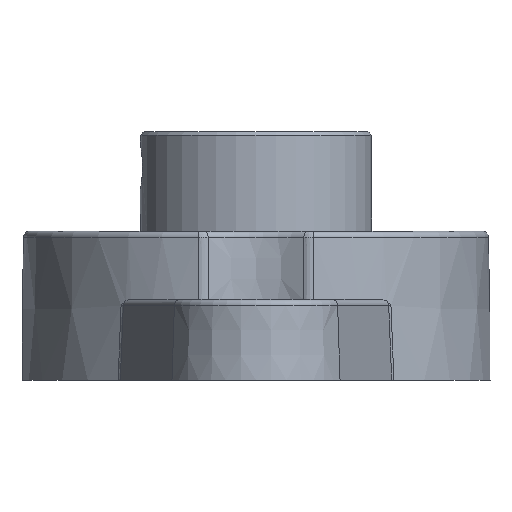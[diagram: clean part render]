
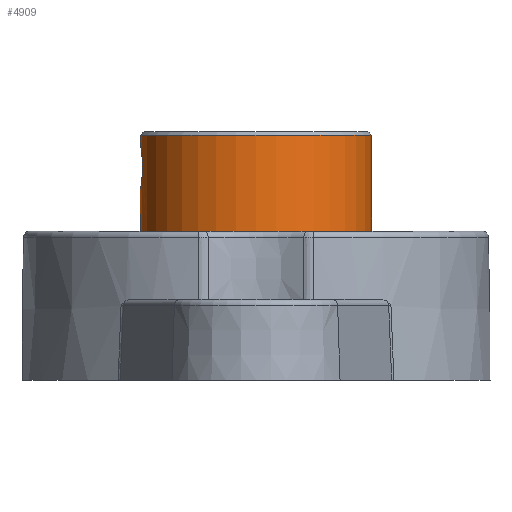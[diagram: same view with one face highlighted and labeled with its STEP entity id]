
A CAD part, left-side view. The second image highlights one B-rep face of the part: STEP entity #4909.
In plain terms, the highlighted cylindrical face has radius 9.3 mm (diameter 18.6 mm), a full revolution.
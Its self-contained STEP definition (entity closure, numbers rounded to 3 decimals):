
#1085=B_SPLINE_CURVE_WITH_KNOTS($,3,(#6824,#6825,#6826,#6827,#6828,#6829,
#6830,#6831,#6832,#6833,#6834,#6835,#6836,#6837,#6838,#6839,#6840,#6841),
 .UNSPECIFIED.,.F.,.F.,(4,2,2,2,2,2,2,2,4),(-1.057,-0.991,
-0.925,-0.859,-0.793,-0.727,
-0.661,-0.595,-0.529),.UNSPECIFIED.);
#1086=B_SPLINE_CURVE_WITH_KNOTS($,3,(#6842,#6843,#6844,#6845,#6846,#6847,
#6848,#6849,#6850,#6851,#6852,#6853,#6854,#6855,#6856,#6857,#6858,#6859),
 .UNSPECIFIED.,.F.,.F.,(4,2,2,2,2,2,2,2,4),(-0.529,-0.463,
-0.397,-0.33,-0.264,-0.198,
-0.132,-0.066,0.),.UNSPECIFIED.);
#1087=B_SPLINE_CURVE_WITH_KNOTS($,3,(#6864,#6865,#6866,#6867,#6868,#6869,
#6870,#6871,#6872,#6873,#6874,#6875,#6876,#6877,#6878,#6879,#6880,#6881),
 .UNSPECIFIED.,.F.,.F.,(4,2,2,2,2,2,2,2,4),(-1.057,-0.991,
-0.925,-0.859,-0.793,-0.727,
-0.661,-0.595,-0.529),.UNSPECIFIED.);
#1088=B_SPLINE_CURVE_WITH_KNOTS($,3,(#6882,#6883,#6884,#6885,#6886,#6887,
#6888,#6889,#6890,#6891,#6892,#6893,#6894,#6895,#6896,#6897,#6898,#6899),
 .UNSPECIFIED.,.F.,.F.,(4,2,2,2,2,2,2,2,4),(-0.529,-0.463,
-0.397,-0.33,-0.264,-0.198,
-0.132,-0.066,0.),
 .UNSPECIFIED.);
#1124=CYLINDRICAL_SURFACE($,#5188,9.3);
#1164=FACE_OUTER_BOUND($,#1498,.T.);
#1431=FACE_BOUND($,#1499,.T.);
#1432=FACE_BOUND($,#1500,.T.);
#1433=FACE_BOUND($,#1501,.T.);
#1498=EDGE_LOOP($,(#3082));
#1499=EDGE_LOOP($,(#3083,#3084));
#1500=EDGE_LOOP($,(#3085));
#1501=EDGE_LOOP($,(#3086,#3087));
#1825=CIRCLE($,#5187,9.3);
#1826=CIRCLE($,#5189,9.3);
#1937=VERTEX_POINT($,#6819);
#1938=VERTEX_POINT($,#6822);
#1939=VERTEX_POINT($,#6823);
#1940=VERTEX_POINT($,#6860);
#1941=VERTEX_POINT($,#6862);
#1942=VERTEX_POINT($,#6863);
#2401=EDGE_CURVE($,#1937,#1937,#1825,.T.);
#2402=EDGE_CURVE($,#1938,#1939,#1085,.T.);
#2403=EDGE_CURVE($,#1939,#1938,#1086,.T.);
#2404=EDGE_CURVE($,#1940,#1940,#1826,.T.);
#2405=EDGE_CURVE($,#1941,#1942,#1087,.T.);
#2406=EDGE_CURVE($,#1942,#1941,#1088,.T.);
#3082=ORIENTED_EDGE($,*,*,#2401,.T.);
#3083=ORIENTED_EDGE($,*,*,#2402,.T.);
#3084=ORIENTED_EDGE($,*,*,#2403,.T.);
#3085=ORIENTED_EDGE($,*,*,#2404,.F.);
#3086=ORIENTED_EDGE($,*,*,#2405,.T.);
#3087=ORIENTED_EDGE($,*,*,#2406,.T.);
#4909=ADVANCED_FACE($,(#1164,#1431,#1432,#1433),#1124,.T.);
#5187=AXIS2_PLACEMENT_3D($,#6820,#5567,#5568);
#5188=AXIS2_PLACEMENT_3D($,#6821,#5569,#5570);
#5189=AXIS2_PLACEMENT_3D($,#6861,#5571,#5572);
#5567=DIRECTION('center_axis',(0.,0.,-1.));
#5568=DIRECTION('ref_axis',(-1.,0.,0.));
#5569=DIRECTION('center_axis',(0.,0.,-1.));
#5570=DIRECTION('ref_axis',(-1.,0.,0.));
#5571=DIRECTION('center_axis',(0.,0.,-1.));
#5572=DIRECTION('ref_axis',(1.,0.,0.));
#6819=CARTESIAN_POINT('',(-9.3,0.,13.4));
#6820=CARTESIAN_POINT('Origin',(0.,0.,13.4));
#6821=CARTESIAN_POINT('Origin',(0.,0.,13.7));
#6822=CARTESIAN_POINT('',(1.75,9.134,10.85));
#6823=CARTESIAN_POINT('',(-1.75,9.134,10.85));
#6824=CARTESIAN_POINT('Ctrl Pts',(1.75,9.134,10.85));
#6825=CARTESIAN_POINT('Ctrl Pts',(1.75,9.134,11.07));
#6826=CARTESIAN_POINT('Ctrl Pts',(1.706,9.143,11.305));
#6827=CARTESIAN_POINT('Ctrl Pts',(1.527,9.174,11.736));
#6828=CARTESIAN_POINT('Ctrl Pts',(1.393,9.196,11.932));
#6829=CARTESIAN_POINT('Ctrl Pts',(1.082,9.238,12.243));
#6830=CARTESIAN_POINT('Ctrl Pts',(0.886,9.26,12.377));
#6831=CARTESIAN_POINT('Ctrl Pts',(0.455,9.291,12.556));
#6832=CARTESIAN_POINT('Ctrl Pts',(0.22,9.3,12.6));
#6833=CARTESIAN_POINT('Ctrl Pts',(-0.22,9.3,12.6));
#6834=CARTESIAN_POINT('Ctrl Pts',(-0.455,9.291,12.556));
#6835=CARTESIAN_POINT('Ctrl Pts',(-0.886,9.26,12.377));
#6836=CARTESIAN_POINT('Ctrl Pts',(-1.082,9.238,12.243));
#6837=CARTESIAN_POINT('Ctrl Pts',(-1.393,9.196,11.932));
#6838=CARTESIAN_POINT('Ctrl Pts',(-1.527,9.174,11.736));
#6839=CARTESIAN_POINT('Ctrl Pts',(-1.706,9.143,11.305));
#6840=CARTESIAN_POINT('Ctrl Pts',(-1.75,9.134,11.07));
#6841=CARTESIAN_POINT('Ctrl Pts',(-1.75,9.134,10.85));
#6842=CARTESIAN_POINT('Ctrl Pts',(-1.75,9.134,10.85));
#6843=CARTESIAN_POINT('Ctrl Pts',(-1.75,9.134,10.63));
#6844=CARTESIAN_POINT('Ctrl Pts',(-1.706,9.143,10.395));
#6845=CARTESIAN_POINT('Ctrl Pts',(-1.527,9.174,9.964));
#6846=CARTESIAN_POINT('Ctrl Pts',(-1.393,9.196,9.768));
#6847=CARTESIAN_POINT('Ctrl Pts',(-1.082,9.238,9.457));
#6848=CARTESIAN_POINT('Ctrl Pts',(-0.886,9.26,9.323));
#6849=CARTESIAN_POINT('Ctrl Pts',(-0.455,9.291,9.144));
#6850=CARTESIAN_POINT('Ctrl Pts',(-0.22,9.3,9.1));
#6851=CARTESIAN_POINT('Ctrl Pts',(0.22,9.3,9.1));
#6852=CARTESIAN_POINT('Ctrl Pts',(0.455,9.291,9.144));
#6853=CARTESIAN_POINT('Ctrl Pts',(0.886,9.26,9.323));
#6854=CARTESIAN_POINT('Ctrl Pts',(1.082,9.238,9.457));
#6855=CARTESIAN_POINT('Ctrl Pts',(1.393,9.196,9.768));
#6856=CARTESIAN_POINT('Ctrl Pts',(1.527,9.174,9.964));
#6857=CARTESIAN_POINT('Ctrl Pts',(1.706,9.143,10.395));
#6858=CARTESIAN_POINT('Ctrl Pts',(1.75,9.134,10.63));
#6859=CARTESIAN_POINT('Ctrl Pts',(1.75,9.134,10.85));
#6860=CARTESIAN_POINT('',(9.3,0.,5.3));
#6861=CARTESIAN_POINT('Origin',(0.,0.,5.3));
#6862=CARTESIAN_POINT('',(7.243,-5.833,10.85));
#6863=CARTESIAN_POINT('',(8.886,-2.743,10.85));
#6864=CARTESIAN_POINT('Ctrl Pts',(7.243,-5.833,10.85));
#6865=CARTESIAN_POINT('Ctrl Pts',(7.243,-5.833,11.07));
#6866=CARTESIAN_POINT('Ctrl Pts',(7.272,-5.798,11.305));
#6867=CARTESIAN_POINT('Ctrl Pts',(7.383,-5.655,11.736));
#6868=CARTESIAN_POINT('Ctrl Pts',(7.466,-5.547,11.932));
#6869=CARTESIAN_POINT('Ctrl Pts',(7.649,-5.293,12.243));
#6870=CARTESIAN_POINT('Ctrl Pts',(7.76,-5.13,12.377));
#6871=CARTESIAN_POINT('Ctrl Pts',(7.99,-4.764,12.556));
#6872=CARTESIAN_POINT('Ctrl Pts',(8.108,-4.561,12.6));
#6873=CARTESIAN_POINT('Ctrl Pts',(8.315,-4.172,12.6));
#6874=CARTESIAN_POINT('Ctrl Pts',(8.417,-3.96,12.556));
#6875=CARTESIAN_POINT('Ctrl Pts',(8.592,-3.565,12.377));
#6876=CARTESIAN_POINT('Ctrl Pts',(8.665,-3.381,12.243));
#6877=CARTESIAN_POINT('Ctrl Pts',(8.774,-3.088,11.932));
#6878=CARTESIAN_POINT('Ctrl Pts',(8.817,-2.959,11.736));
#6879=CARTESIAN_POINT('Ctrl Pts',(8.873,-2.786,11.305));
#6880=CARTESIAN_POINT('Ctrl Pts',(8.886,-2.743,11.07));
#6881=CARTESIAN_POINT('Ctrl Pts',(8.886,-2.743,10.85));
#6882=CARTESIAN_POINT('Ctrl Pts',(8.886,-2.743,10.85));
#6883=CARTESIAN_POINT('Ctrl Pts',(8.886,-2.743,10.63));
#6884=CARTESIAN_POINT('Ctrl Pts',(8.873,-2.786,10.395));
#6885=CARTESIAN_POINT('Ctrl Pts',(8.817,-2.959,9.964));
#6886=CARTESIAN_POINT('Ctrl Pts',(8.774,-3.088,9.768));
#6887=CARTESIAN_POINT('Ctrl Pts',(8.665,-3.381,9.457));
#6888=CARTESIAN_POINT('Ctrl Pts',(8.592,-3.565,9.323));
#6889=CARTESIAN_POINT('Ctrl Pts',(8.417,-3.96,9.144));
#6890=CARTESIAN_POINT('Ctrl Pts',(8.315,-4.172,9.1));
#6891=CARTESIAN_POINT('Ctrl Pts',(8.108,-4.561,9.1));
#6892=CARTESIAN_POINT('Ctrl Pts',(7.99,-4.764,9.144));
#6893=CARTESIAN_POINT('Ctrl Pts',(7.76,-5.13,9.323));
#6894=CARTESIAN_POINT('Ctrl Pts',(7.649,-5.293,9.457));
#6895=CARTESIAN_POINT('Ctrl Pts',(7.466,-5.547,9.768));
#6896=CARTESIAN_POINT('Ctrl Pts',(7.383,-5.655,9.964));
#6897=CARTESIAN_POINT('Ctrl Pts',(7.272,-5.798,10.395));
#6898=CARTESIAN_POINT('Ctrl Pts',(7.243,-5.833,10.63));
#6899=CARTESIAN_POINT('Ctrl Pts',(7.243,-5.833,10.85));
